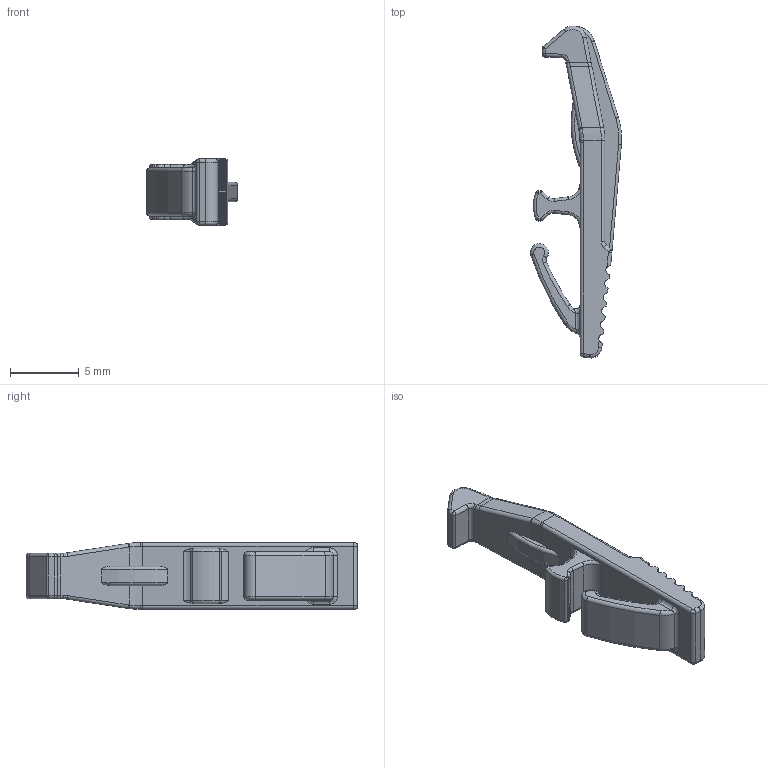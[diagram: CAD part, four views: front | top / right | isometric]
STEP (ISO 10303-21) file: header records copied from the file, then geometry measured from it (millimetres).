
FILE_DESCRIPTION(/* description */ (''),/* implementation_level */ '2;1');
FILE_NAME(/* name */ '3687.3.stp',/* time_stamp */ '2013-12-19T10:46:39+01:00',/* author */ (''),/* organization */ (''),/* preprocessor_version */ 'ST-DEVELOPER v14',/* originating_system */ 'SIEMENS PLM Software NX 8.0',/* authorisation */ '');
FILE_SCHEMA (('AP203_CONFIGURATION_CONTROLLED_3D_DESIGN_OF_MECHANICAL_PARTS_AND_ASSEMBLIES_MIM_LF { 1 0 10303 403 2 1 2}'));
Length unit declared in the file: millimetre
Products named in the file (1): scho07E87A811r4y
Bounding box: 6.61 x 24.09 x 4.85 mm (x, y, z)
Volume: 269 mm3; surface area: 441.9 mm2
Topology: 1 solids, 1 shells, 214 faces, 506 edges, 296 vertices
Faces by surface type: cylinder 84, plane 54, torus 34, bspline 34, sphere 8
Entity records: 7149 total; most frequent: CARTESIAN_POINT 2295, ORIENTED_EDGE 1012, DIRECTION 994, EDGE_CURVE 506, AXIS2_PLACEMENT_3D 386, VERTEX_POINT 296, LINE 222, VECTOR 222
